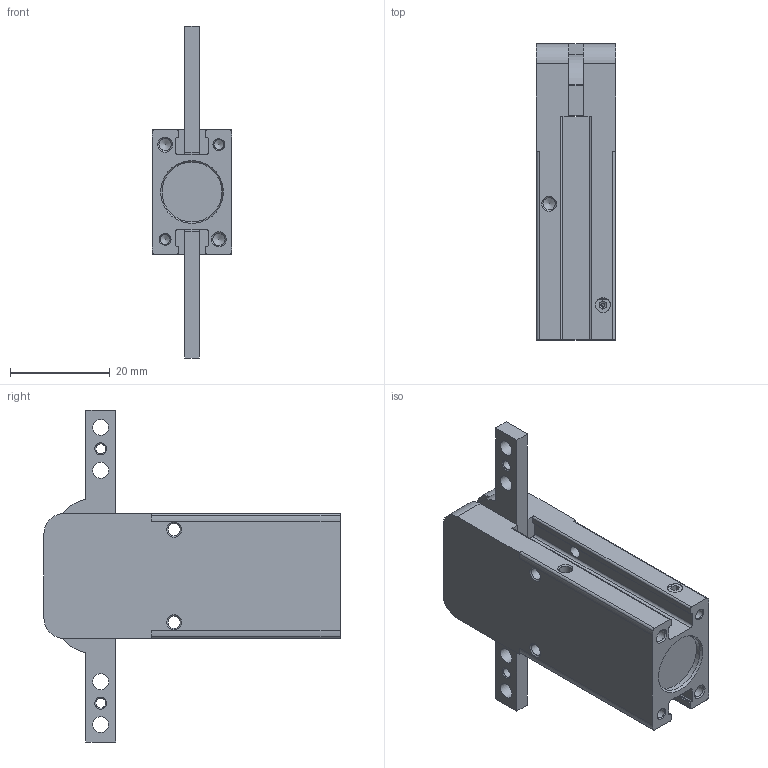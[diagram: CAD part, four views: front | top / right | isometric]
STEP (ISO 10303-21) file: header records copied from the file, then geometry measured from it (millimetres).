
FILE_DESCRIPTION(/* description */ ('STEP AP214'),/* implementation_level */ '2;1');
FILE_NAME(/* name */ '8133559_DHRC-10-A-S-NO',/* time_stamp */ '2024-08-19T20:51:21+02:00',/* author */ ('License CC BY-ND 4.0'),/* organization */ ('CADENAS'),/* preprocessor_version */ 'ST-DEVELOPER v19.3',/* originating_system */ 'PARTsolutions',/* authorisation */ ' ');
FILE_SCHEMA (('AUTOMOTIVE_DESIGN {1 0 10303 214 3 1 1}'));
Length unit declared in the file: millimetre
Products named in the file (4): 8133559 DHRC-10-A-S-NO---(0_high); 8133559 DHRC-10-A-S-NO---(high_h); 8133559 DHRC-10-A-S-NO---(high_J); 398225 M3-0.8---(high)
Assembly tree (4 placements, depth 2):
  8133559 DHRC-10-A-S-NO---(0_high)
    8133559 DHRC-10-A-S-NO---(high_h)
    8133559 DHRC-10-A-S-NO---(high_J)  x2
    398225 M3-0.8---(high)
Bounding box: 16 x 59.4 x 66.6 mm (x, y, z)
Volume: 20591.3 mm3; surface area: 9451.2 mm2
Topology: 4 solids, 4 shells, 183 faces, 480 edges, 308 vertices
Faces by surface type: plane 77, cylinder 71, cone 35
Full cylindrical faces by diameter (mm): 0.8 x1, 2 x12, 2.459 x10, 3 x1, 3.2 x4, 12 x1
Entity records: 4788 total; most frequent: DIRECTION 841, CARTESIAN_POINT 791, ORIENTED_EDGE 708, EDGE_CURVE 354, AXIS2_PLACEMENT_3D 319, VERTEX_POINT 269, FACE_BOUND 259, EDGE_LOOP 247
